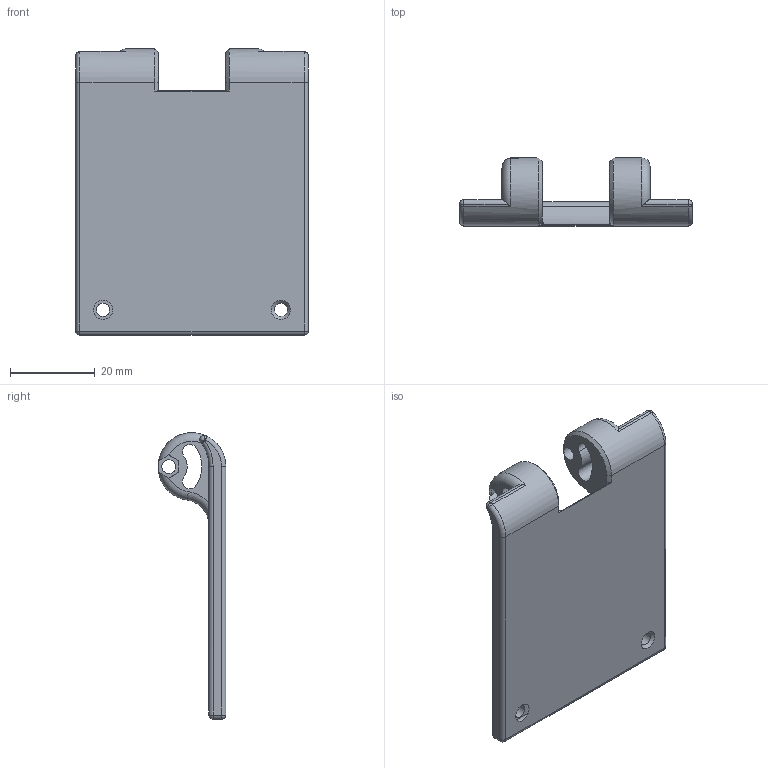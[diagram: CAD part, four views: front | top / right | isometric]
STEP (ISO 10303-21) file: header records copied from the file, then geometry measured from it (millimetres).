
FILE_DESCRIPTION(/* description */ (''),/* implementation_level */ '2;1');
FILE_NAME(/* name */ 'glowbot-sensor-bumper.stp',/* time_stamp */ '2024-05-21T16:53:48+01:00',/* author */ ('iwheard'),/* organization */ (''),/* preprocessor_version */ 'ST-DEVELOPER v19',/* originating_system */ 'Autodesk Inventor 2023',/* authorisation */ '');
FILE_SCHEMA (('AUTOMOTIVE_DESIGN { 1 0 10303 214 3 1 1 }'));
Length unit declared in the file: millimetre
Products named in the file (1): glowbot-sensor-bumper
Bounding box: 55 x 15.99 x 67.69 mm (x, y, z)
Volume: 15925.5 mm3; surface area: 9289.6 mm2
Topology: 1 solids, 1 shells, 79 faces, 201 edges, 123 vertices
Faces by surface type: cylinder 33, plane 19, torus 10, cone 6, sphere 6, bspline 5
Full cylindrical faces by diameter (mm): 3.1 x2, 3.3 x2
Entity records: 2839 total; most frequent: CARTESIAN_POINT 849, DIRECTION 427, ORIENTED_EDGE 402, EDGE_CURVE 201, AXIS2_PLACEMENT_3D 174, VERTEX_POINT 123, CIRCLE 96, EDGE_LOOP 90
